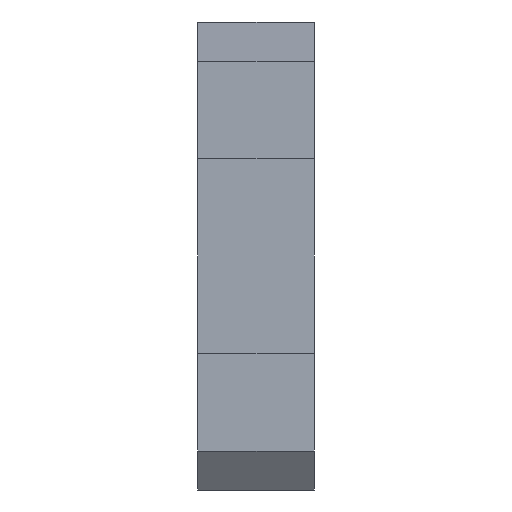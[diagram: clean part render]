
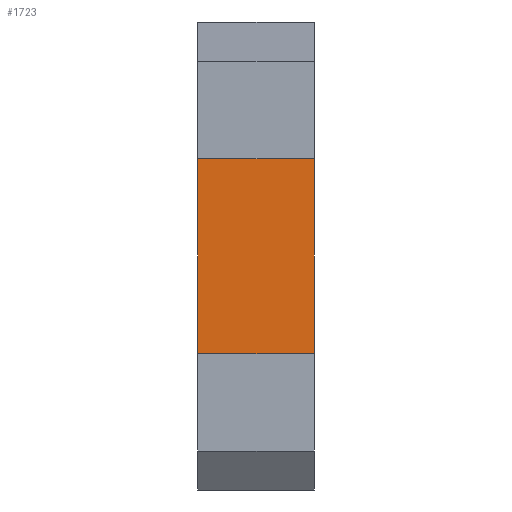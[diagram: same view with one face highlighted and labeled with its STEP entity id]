
A CAD part, left-side view. The second image highlights one B-rep face of the part: STEP entity #1723.
In plain terms, the highlighted planar face has unit normal (-1, 0, 0).
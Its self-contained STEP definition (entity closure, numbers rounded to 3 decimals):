
#97=FACE_OUTER_BOUND('',#179,.T.);
#179=EDGE_LOOP('',(#1347,#1348,#1349,#1350));
#405=LINE('',#2608,#645);
#406=LINE('',#2611,#646);
#407=LINE('',#2613,#647);
#408=LINE('',#2614,#648);
#645=VECTOR('',#2139,10.);
#646=VECTOR('',#2142,10.);
#647=VECTOR('',#2143,10.);
#648=VECTOR('',#2144,10.);
#823=VERTEX_POINT('',#2604);
#824=VERTEX_POINT('',#2606);
#825=VERTEX_POINT('',#2610);
#826=VERTEX_POINT('',#2612);
#1045=EDGE_CURVE('',#823,#824,#405,.T.);
#1046=EDGE_CURVE('',#823,#825,#406,.T.);
#1047=EDGE_CURVE('',#826,#824,#407,.T.);
#1048=EDGE_CURVE('',#825,#826,#408,.T.);
#1347=ORIENTED_EDGE('',*,*,#1046,.F.);
#1348=ORIENTED_EDGE('',*,*,#1045,.T.);
#1349=ORIENTED_EDGE('',*,*,#1047,.F.);
#1350=ORIENTED_EDGE('',*,*,#1048,.F.);
#1641=PLANE('',#1807);
#1723=ADVANCED_FACE('',(#97),#1641,.T.);
#1807=AXIS2_PLACEMENT_3D('',#2609,#2140,#2141);
#2139=DIRECTION('',(0.,1.,0.));
#2140=DIRECTION('center_axis',(-1.,0.,0.));
#2141=DIRECTION('ref_axis',(0.,0.,1.));
#2142=DIRECTION('',(0.,0.,-1.));
#2143=DIRECTION('',(0.,0.,1.));
#2144=DIRECTION('',(0.,1.,0.));
#2604=CARTESIAN_POINT('',(-88.,0.,5.));
#2606=CARTESIAN_POINT('',(-88.,6.,5.));
#2608=CARTESIAN_POINT('',(-88.,0.,5.));
#2609=CARTESIAN_POINT('Origin',(-88.,0.,-5.));
#2610=CARTESIAN_POINT('',(-88.,0.,-5.));
#2611=CARTESIAN_POINT('',(-88.,0.,5.));
#2612=CARTESIAN_POINT('',(-88.,6.,-5.));
#2613=CARTESIAN_POINT('',(-88.,6.,5.));
#2614=CARTESIAN_POINT('',(-88.,0.,-5.));
